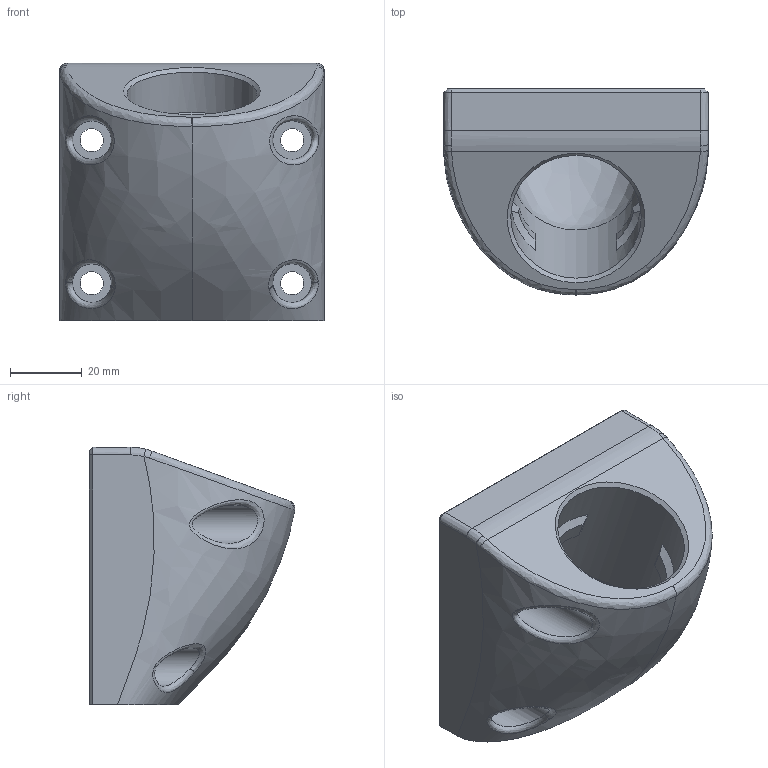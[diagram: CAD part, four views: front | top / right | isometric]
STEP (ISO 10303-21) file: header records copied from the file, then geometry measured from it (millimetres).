
FILE_DESCRIPTION(/* description */ (''),/* implementation_level */ '2;1');
FILE_NAME(/* name */ 'OFL2.0_Festool_Dust_Adapter.step',/* time_stamp */ '2024-01-19T23:48:23+01:00',/* author */ (''),/* organization */ (''),/* preprocessor_version */ 'ST-DEVELOPER v20',/* originating_system */ 'Autodesk Translation Framework v12.14.0.127',/* authorisation */ '');
FILE_SCHEMA (('AUTOMOTIVE_DESIGN { 1 0 10303 214 3 1 1 }'));
Length unit declared in the file: millimetre
Products named in the file (1): Festool Staubsauger Adapter
Bounding box: 74 x 57.61 x 71.99 mm (x, y, z)
Volume: 124937.2 mm3; surface area: 30027.3 mm2
Topology: 1 solids, 1 shells, 582 faces, 1593 edges, 1058 vertices
Faces by surface type: bspline 358, plane 205, cylinder 12, cone 7
Full cylindrical faces by diameter (mm): 6.5 x4, 10.8 x4, 36.5 x1
Entity records: 24161 total; most frequent: CARTESIAN_POINT 11878, ORIENTED_EDGE 3186, EDGE_CURVE 1593, DIRECTION 1320, VERTEX_POINT 1058, LINE 812, VECTOR 812, B_SPLINE_CURVE_WITH_KNOTS 736
